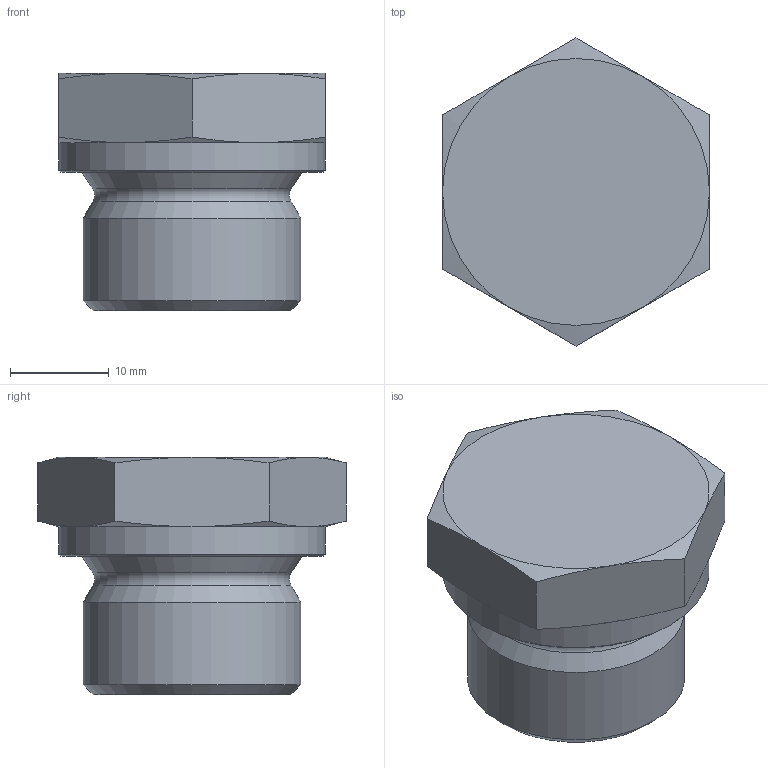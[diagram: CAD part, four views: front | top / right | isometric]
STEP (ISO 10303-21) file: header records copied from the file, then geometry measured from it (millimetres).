
FILE_DESCRIPTION((''),'2;1');
FILE_NAME('7100022.stp','2014-09-03T14:08:19',(''),('KNOMI spol. s r. o.'),'Autodesk Inventor 2012','Autodesk Inventor 2012','');
FILE_SCHEMA(('AUTOMOTIVE_DESIGN { 1 2 10303 214 0 1 1 1 }'));
Length unit declared in the file: millimetre
Products named in the file (1): ZOKA M22
Bounding box: 27 x 31.18 x 24 mm (x, y, z)
Volume: 11211.5 mm3; surface area: 3070.9 mm2
Topology: 1 solids, 1 shells, 28 faces, 57 edges, 32 vertices
Faces by surface type: cone 16, plane 9, cylinder 2, torus 1
Full cylindrical faces by diameter (mm): 22 x1, 27 x1
Entity records: 684 total; most frequent: CARTESIAN_POINT 159, DIRECTION 104, ORIENTED_EDGE 100, EDGE_CURVE 50, AXIS2_PLACEMENT_3D 49, EDGE_LOOP 36, VERTEX_POINT 32, FACE_OUTER_BOUND 28
